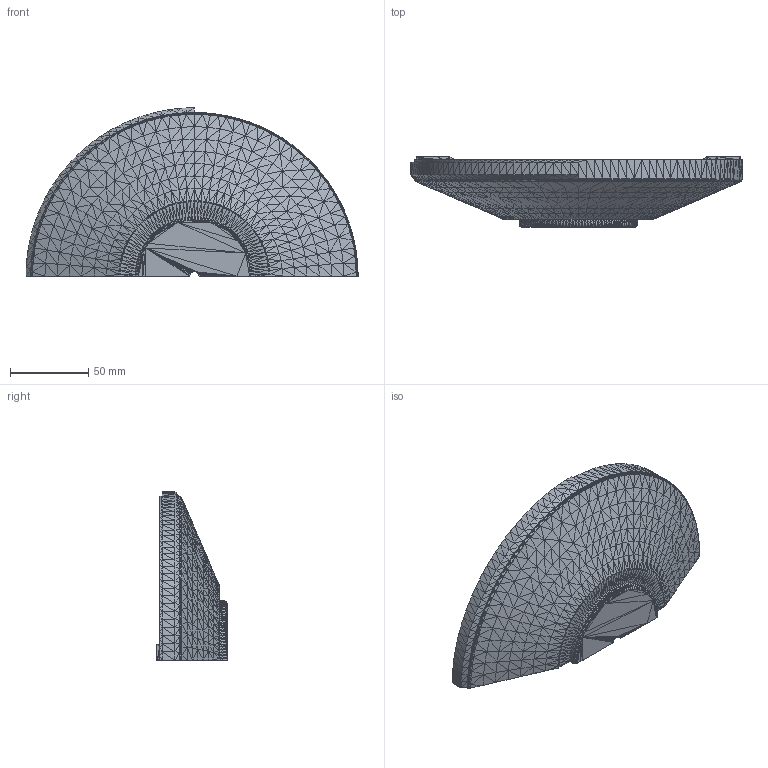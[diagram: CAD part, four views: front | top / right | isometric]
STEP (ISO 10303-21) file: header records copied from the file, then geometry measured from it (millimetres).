
FILE_DESCRIPTION(('FreeCAD Model'),'2;1');
FILE_NAME('Open CASCADE Shape Model','2023-02-24T15:01:19',('Author'),( ''),'Open CASCADE STEP processor 7.5','FreeCAD','Unknown');
FILE_SCHEMA(('AUTOMOTIVE_DESIGN { 1 0 10303 214 1 1 1 1 }'));
Products named in the file (1): tanyer_v2001
Bounding box: 211.97 x 44.73 x 107.54 mm (x, y, z)
Surface area: 51556.4 mm2 (no closed solid volume)
Topology: 0 solids, 2 shells, 12285 faces, 18420 edges, 6121 vertices
Faces by surface type: plane 12285
Entity records: 461384 total; most frequent: CARTESIAN_POINT 92198, DIRECTION 61557, LINE 36985, VECTOR 36985, ORIENTED_EDGE 36918, PCURVE 36918, DEFINITIONAL_REPRESENTATION 36918, EDGE_CURVE 18459
